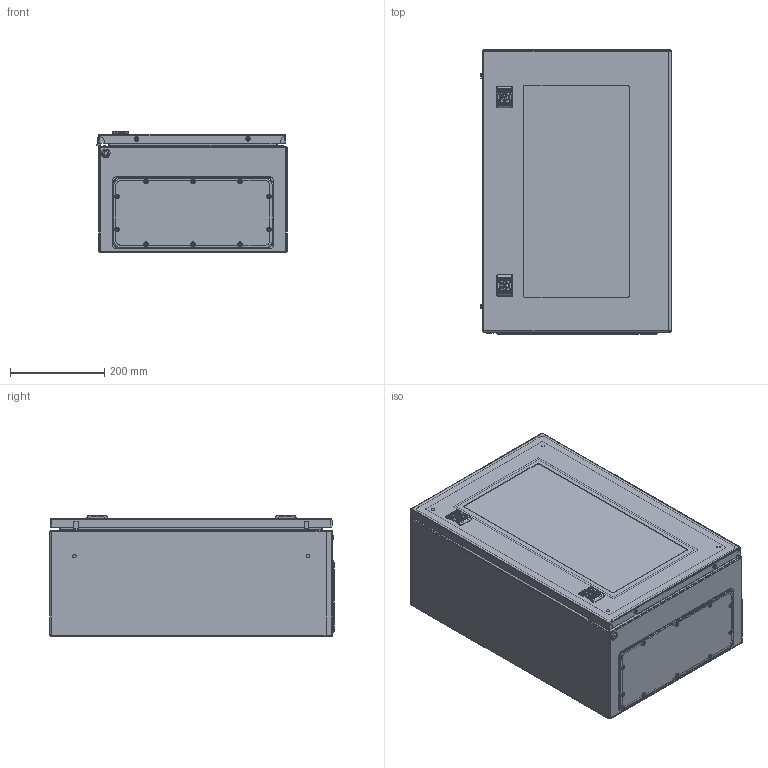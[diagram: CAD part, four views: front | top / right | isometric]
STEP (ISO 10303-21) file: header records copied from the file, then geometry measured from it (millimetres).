
FILE_DESCRIPTION (( 'STEP AP203' ), '1' );
FILE_NAME ('R5STX0649.STEP', '2020-05-12T07:20:53', ( '' ), ( '' ), 'SwSTEP 2.0', 'SolidWorks 2019', '' );
FILE_SCHEMA (( 'CONFIG_CONTROL_DESIGN' ));
Length unit declared in the file: millimetre
Products named in the file (40): RB.0048.01.01.1_-19 (600x400x250); A7100032-R_mounted; Glass ST_0600x0400; AC00C383; PF 4x8 flange ST_-02 (153x343); AC00C398; AC00C348-R_mounted; RB.0048.01.02.0_-05 (600x400); Glue ST_0600x0400; RB.0048.02.01.0; M4x10 DIN 7500M PZ_stright; RB.0048.09.00.0 捘_-01 (600x400); AC00C524-R_handle CE; Ì6õ20-A5100001_straight; RB.0048.10.00.0 捘_-01 (600x400); AC00C399; RB.0048.11.00.0 C縫-02 with screw; AC00C112; M6x10-A1100004_straight; Ì6õ12-A5100231_straight; M4x8 GOST 17475-80 (DIN 965)_straight; AC00C401_AC00C401; AC00C380; PF 7,5x15 door ST_new_0600x0400; BOX01-R_Defaulf; RB.0048.01.00.1 CÁ_-19 (600å400å250); AC00C061_AC00C061; Ì6-GOST 5915-70 (DIN 934) (CM110600)_straight; RB.0048.00.02.1_-05 (600å400); AC00C503-R_AC00C503-R; AC00C344_AC00C344; AC00C317; RB.0048.02.00.1 C縫-19 (600x400x250); M6-DIN 6923 (CM100600)_straight; R5STX0649; AC00C343-R_AC00C343-R; Ac00c316; RB.0048.11.01.0_-02 (153x343); RB.0048.09.01.0_-01 (600x400)
Assembly tree (85 placements, depth 4):
  R5STX0649
    RB.0048.02.00.1 C縫-19 (600x400x250)
      RB.0048.01.00.1 CÁ_-19 (600å400å250)
        RB.0048.01.01.1_-19 (600x400x250)
        RB.0048.01.02.0_-05 (600x400)
        Ì6õ20-A5100001_straight  x4
        Ì6õ12-A5100231_straight  x4
      AC00C317  x4
      Ac00c316
      AC00C383  x2
      RB.0048.02.01.0  x2
      AC00C399  x2
      M4x8 GOST 17475-80 (DIN 965)_straight  x4
      AC00C061_AC00C061  x4
    RB.0048.11.00.0 C縫-02 with screw
      RB.0048.11.01.0_-02 (153x343)
      PF 4x8 flange ST_-02 (153x343)
      M4x10 DIN 7500M PZ_stright  x2
    AC00C401_AC00C401  x2
    Ì6-GOST 5915-70 (DIN 934) (CM110600)_straight  x4
    M6-DIN 6923 (CM100600)_straight  x4
    RB.0048.10.00.0 捘_-01 (600x400)
      RB.0048.09.00.0 捘_-01 (600x400)
        RB.0048.09.01.0_-01 (600x400)
        AC00C398  x2
        Ì6õ12-A5100231_straight  x4
      AC00C112  x4
      AC00C061_AC00C061  x4
      PF 7,5x15 door ST_new_0600x0400
      BOX01-R_Defaulf
        AC00C503-R_AC00C503-R
        AC00C343-R_AC00C343-R
        A7100032-R_mounted
        AC00C348-R_mounted
        AC00C524-R_handle CE
        M6x10-A1100004_straight
      AC00C344_AC00C344  x2
      BOX01-R_Defaulf
        AC00C503-R_AC00C503-R
        AC00C343-R_AC00C343-R
        A7100032-R_mounted
        AC00C348-R_mounted
        AC00C524-R_handle CE
        M6x10-A1100004_straight
      Glass ST_0600x0400
      Glue ST_0600x0400
    AC00C380  x2
    RB.0048.00.02.1_-05 (600å400)
Bounding box: 403.87 x 603.4 x 259.07 mm (x, y, z)
Volume: 2489927 mm3; surface area: 2805071.1 mm2
Topology: 122 solids, 122 shells, 3612 faces, 8701 edges, 5618 vertices
Faces by surface type: plane 2415, cylinder 546, bspline 306, cone 216, torus 118, sphere 11
Full cylindrical faces by diameter (mm): 2.3 x4, 2.5 x12, 3.207 x4, 3.3 x4, 4 x6, 4.6 x8, 5 x18, 5.5 x16, 5.9 x24, 6 x24, 7 x8, 7.5 x12, 8 x20, 8.4 x6, 9.9 x2, 10 x2, 10.5 x2, 11.5 x4, 12.8 x2, 13 x1, 13.7 x1, 14.2 x2, 15.5 x2, 15.6 x2, 16.1 x2, 17.1 x2, 19 x2, 19.8 x2
Entity records: 81294 total; most frequent: CARTESIAN_POINT 19501, ORIENTED_EDGE 11586, DIRECTION 10742, EDGE_CURVE 5793, LINE 4414, VECTOR 4414, VERTEX_POINT 3840, AXIS2_PLACEMENT_3D 3164
